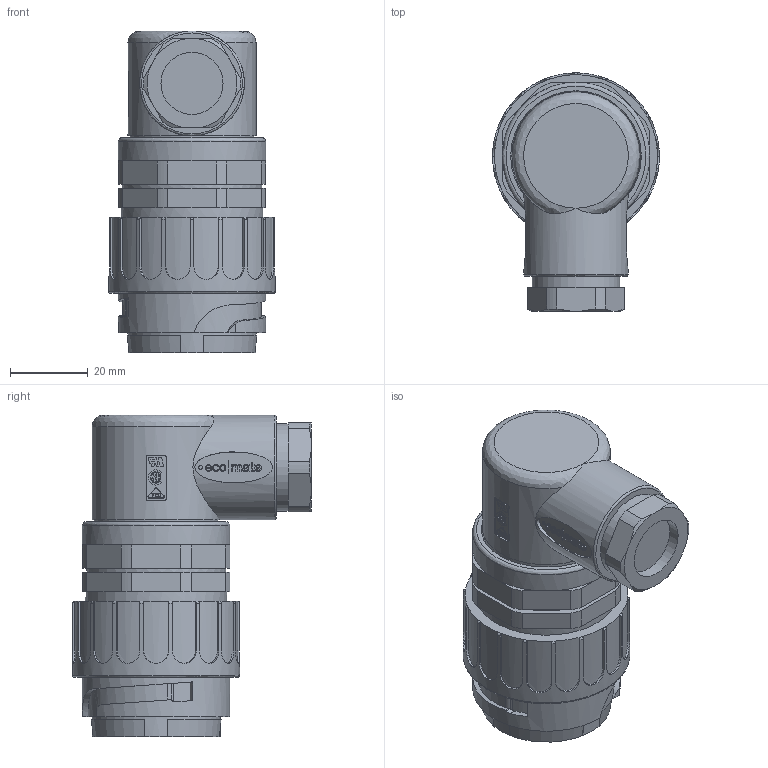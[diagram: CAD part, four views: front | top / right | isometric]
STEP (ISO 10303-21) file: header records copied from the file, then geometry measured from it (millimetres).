
FILE_DESCRIPTION(/* description */ (''),/* implementation_level */ '2;1');
FILE_NAME(/* name */ 'c016 10k019 004 2nxc001-01.stp',/* time_stamp */ '2019-07-08T09:40:27+02:00',/* author */ (''),/* organization */ (''),/* preprocessor_version */ 'ST-DEVELOPER v16.7',/* originating_system */ 'SIEMENS PLM Software NX 12.0',/* authorisation */ '');
FILE_SCHEMA (('AUTOMOTIVE_DESIGN { 1 0 10303 214 3 1 1 1 }'));
Length unit declared in the file: millimetre
Products named in the file (1): c016 10k019 004 2nxc001-01
Bounding box: 43 x 61.5 x 83 mm (x, y, z)
Volume: 90498.3 mm3; surface area: 19013.4 mm2
Topology: 1 solids, 1 shells, 1077 faces, 3009 edges, 2009 vertices
Faces by surface type: plane 666, cylinder 285, bspline 92, cone 32, extrusion 2
Full cylindrical faces by diameter (mm): 1 x1, 16 x1, 16.8 x1, 22.5 x1, 25 x1, 27 x1, 29.1 x1, 31.8 x1, 32 x1, 33 x2, 36 x1, 36.5 x1, 38 x2, 43 x1
Entity records: 35868 total; most frequent: CARTESIAN_POINT 9115, ORIENTED_EDGE 5952, DIRECTION 5115, EDGE_CURVE 2976, VERTEX_POINT 2001, VECTOR 1863, LINE 1861, AXIS2_PLACEMENT_3D 1626
